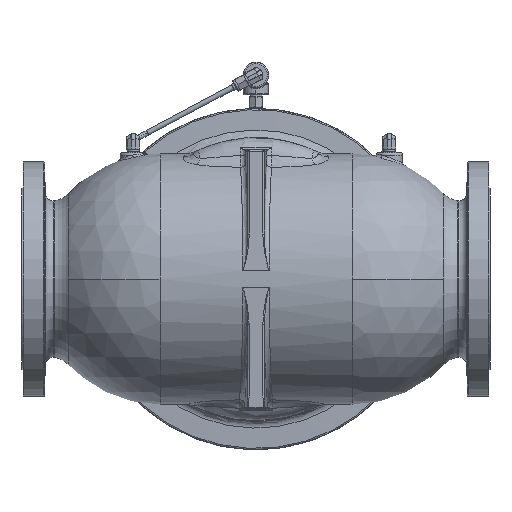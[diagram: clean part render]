
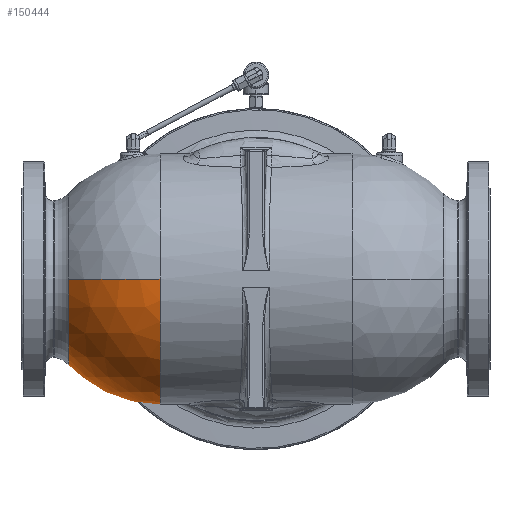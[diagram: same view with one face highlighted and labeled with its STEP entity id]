
A CAD part, front view. The second image highlights one B-rep face of the part: STEP entity #150444.
In plain terms, the highlighted spherical face has radius 149.225 mm.
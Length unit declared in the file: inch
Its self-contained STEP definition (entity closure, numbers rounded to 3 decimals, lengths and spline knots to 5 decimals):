
#1374 = CARTESIAN_POINT ( 'NONE',  ( -4.5, 0., 0. ) ) ;
#4730 = DIRECTION ( 'NONE',  ( 0., 0., -1. ) ) ;
#5283 = CARTESIAN_POINT ( 'NONE',  ( -6.77113, 5.07902, -1.90741 ) ) ;
#9915 = ORIENTED_EDGE ( 'NONE', *, *, #137455, .T. ) ;
#10065 = DIRECTION ( 'NONE',  ( 0., 0., 1. ) ) ;
#12765 = EDGE_CURVE ( 'NONE', #41514, #43243, #132094, .T. ) ;
#13703 = CARTESIAN_POINT ( 'NONE',  ( -8.78326, 0., 0. ) ) ;
#19559 = CARTESIAN_POINT ( 'NONE',  ( -4.64681, 2.98058, -5.06846 ) ) ;
#20463 = CARTESIAN_POINT ( 'NONE',  ( -6.49829, 4.85965, -2.62821 ) ) ;
#21401 = CARTESIAN_POINT ( 'NONE',  ( -6.9875, 5.246, -0.89927 ) ) ;
#24493 = CARTESIAN_POINT ( 'NONE',  ( -4.5, 0., 0. ) ) ;
#26375 = DIRECTION ( 'NONE',  ( 1., 0., 0. ) ) ;
#30108 = CARTESIAN_POINT ( 'NONE',  ( -4.5, -5.875, 0. ) ) ;
#30213 = AXIS2_PLACEMENT_3D ( 'NONE', #24493, #70136, #26375 ) ;
#34285 = DIRECTION ( 'NONE',  ( 0., 0., -1. ) ) ;
#34761 = CARTESIAN_POINT ( 'NONE',  ( -7.04953, 5.29297, -0.27713 ) ) ;
#35106 = DIRECTION ( 'NONE',  ( 0., 1., 0. ) ) ;
#38211 = AXIS2_PLACEMENT_3D ( 'NONE', #45734, #76197, #34285 ) ;
#41384 = DIRECTION ( 'NONE',  ( -1., 0., 0. ) ) ;
#41514 = VERTEX_POINT ( 'NONE', #141464 ) ;
#43202 = AXIS2_PLACEMENT_3D ( 'NONE', #13703, #71736, #129728 ) ;
#43243 = VERTEX_POINT ( 'NONE', #139963 ) ;
#44493 = AXIS2_PLACEMENT_3D ( 'NONE', #137800, #4730, #35106 ) ;
#45734 = CARTESIAN_POINT ( 'NONE',  ( -8.78326, 0., 0. ) ) ;
#47147 = CARTESIAN_POINT ( 'NONE',  ( -6.53806, 4.89223, -2.53633 ) ) ;
#47227 = EDGE_CURVE ( 'NONE', #43243, #61970, #91863, .T. ) ;
#48068 = CARTESIAN_POINT ( 'NONE',  ( -6.44363, 4.81455, -2.7494 ) ) ;
#49545 = AXIS2_PLACEMENT_3D ( 'NONE', #149614, #148670, #74570 ) ;
#49799 = CARTESIAN_POINT ( 'NONE',  ( -8.78326, -4.02111, 0. ) ) ;
#49963 = CARTESIAN_POINT ( 'NONE',  ( -6.13006, 4.54844, -3.35374 ) ) ;
#59374 = DIRECTION ( 'NONE',  ( 0., 0., -1. ) ) ;
#61014 = VERTEX_POINT ( 'NONE', #129914 ) ;
#61970 = VERTEX_POINT ( 'NONE', #143505 ) ;
#62394 = CARTESIAN_POINT ( 'NONE',  ( -6.94358, 5.21249, -1.17447 ) ) ;
#65219 = CARTESIAN_POINT ( 'NONE',  ( -5.71111, 4.16349, -3.96473 ) ) ;
#67811 = ORIENTED_EDGE ( 'NONE', *, *, #12765, .T. ) ;
#70136 = DIRECTION ( 'NONE',  ( 0., 0., 1. ) ) ;
#71736 = DIRECTION ( 'NONE',  ( 1., 0., 0. ) ) ;
#74570 = DIRECTION ( 'NONE',  ( 0., 0., 1. ) ) ;
#76197 = DIRECTION ( 'NONE',  ( 1., 0., 0. ) ) ;
#76661 = CARTESIAN_POINT ( 'NONE',  ( -5.81981, 4.26638, -3.81793 ) ) ;
#78534 = CARTESIAN_POINT ( 'NONE',  ( -5.99676, 4.43064, -3.56685 ) ) ;
#79481 = CARTESIAN_POINT ( 'NONE',  ( -6.97227, 5.2344, -1.00288 ) ) ;
#85004 = CIRCLE ( 'NONE', #30213, 5.875 ) ;
#85765 = AXIS2_PLACEMENT_3D ( 'NONE', #111822, #41384, #10065 ) ;
#88874 = SPHERICAL_SURFACE ( 'NONE', #176779, 5.875 ) ;
#90936 = CARTESIAN_POINT ( 'NONE',  ( -5.10487, 3.53949, -4.65815 ) ) ;
#91863 = CIRCLE ( 'NONE', #85765, 5.875 ) ;
#91897 = ORIENTED_EDGE ( 'NONE', *, *, #47227, .T. ) ;
#92829 = CARTESIAN_POINT ( 'NONE',  ( -7.03199, 5.2798, -0.55386 ) ) ;
#93738 = CARTESIAN_POINT ( 'NONE',  ( -6.56366, 4.91306, -2.47461 ) ) ;
#94671 = CARTESIAN_POINT ( 'NONE',  ( -6.97754, 5.23842, -0.96832 ) ) ;
#96982 = EDGE_CURVE ( 'NONE', #61014, #170714, #164754, .T. ) ;
#105194 = CARTESIAN_POINT ( 'NONE',  ( -6.37352, 4.7563, -2.89876 ) ) ;
#108010 = CARTESIAN_POINT ( 'NONE',  ( -6.4848, 4.84856, -2.65874 ) ) ;
#108346 = CIRCLE ( 'NONE', #44493, 5.875 ) ;
#111822 = CARTESIAN_POINT ( 'NONE',  ( -4.5, 0., 0. ) ) ;
#117375 = DIRECTION ( 'NONE',  ( 0., -1., 0. ) ) ;
#117551 = ORIENTED_EDGE ( 'NONE', *, *, #156711, .F. ) ;
#118522 = EDGE_CURVE ( 'NONE', #61970, #184443, #149761, .T. ) ;
#119454 = CARTESIAN_POINT ( 'NONE',  ( -6.9042, 5.18228, -1.37803 ) ) ;
#122765 = ORIENTED_EDGE ( 'NONE', *, *, #118522, .T. ) ;
#123099 = VERTEX_POINT ( 'NONE', #49799 ) ;
#124826 = EDGE_CURVE ( 'NONE', #170714, #41514, #108346, .T. ) ;
#125808 = CARTESIAN_POINT ( 'NONE',  ( -8.78326, 4.02111, 0. ) ) ;
#129728 = DIRECTION ( 'NONE',  ( 0., 0., -1. ) ) ;
#129914 = CARTESIAN_POINT ( 'NONE',  ( -8.78326, 0., -4.02111 ) ) ;
#131630 = FACE_OUTER_BOUND ( 'NONE', #137186, .T. ) ;
#132094 = B_SPLINE_CURVE_WITH_KNOTS ( 'NONE', 3,
 ( #175583, #34761, #92829, #135571, #21401, #94671, #79481, #149837, #62394, #119454, #177476, #5283, #150772, #93738, #47147, #20463, #108010, #180286, #48068, #105194, #165079, #49963, #78534, #76661, #136489, #65219, #179329, #166933, #166010, #164136, #90936, #163203, #19559, #148890 ),
 .UNSPECIFIED., .F., .F.,
 ( 4, 2, 2, 2, 2, 2, 2, 2, 2, 2, 2, 2, 2, 2, 2, 2, 4 ),
 ( 0.16894, 0.19005, 0.19268, 0.19532, 0.2006, 0.21115, 0.23226, 0.23754, 0.24017, 0.24281, 0.25337, 0.27447, 0.27975, 0.28503, 0.29558, 0.31669, 0.33779 ),
 .UNSPECIFIED. ) ;
#134998 = ORIENTED_EDGE ( 'NONE', *, *, #96982, .T. ) ;
#135571 = CARTESIAN_POINT ( 'NONE',  ( -6.9922, 5.24957, -0.86473 ) ) ;
#136489 = CARTESIAN_POINT ( 'NONE',  ( -5.7839, 4.23268, -3.86737 ) ) ;
#137186 = EDGE_LOOP ( 'NONE', ( #9915, #134998, #183354, #67811, #91897, #122765, #117551 ) ) ;
#137455 = EDGE_CURVE ( 'NONE', #123099, #61014, #138407, .T. ) ;
#137800 = CARTESIAN_POINT ( 'NONE',  ( -4.5, 0., 0. ) ) ;
#138407 = CIRCLE ( 'NONE', #38211, 4.02111 ) ;
#139963 = CARTESIAN_POINT ( 'NONE',  ( -4.5, 2.76901, -5.18153 ) ) ;
#141464 = CARTESIAN_POINT ( 'NONE',  ( -7.04953, 5.29297, 0. ) ) ;
#143505 = CARTESIAN_POINT ( 'NONE',  ( -4.5, 0., -5.875 ) ) ;
#148670 = DIRECTION ( 'NONE',  ( -1., 0., 0. ) ) ;
#148890 = CARTESIAN_POINT ( 'NONE',  ( -4.5, 2.76901, -5.18153 ) ) ;
#149614 = CARTESIAN_POINT ( 'NONE',  ( -4.5, 0., 0. ) ) ;
#149761 = CIRCLE ( 'NONE', #49545, 5.875 ) ;
#149837 = CARTESIAN_POINT ( 'NONE',  ( -6.95569, 5.22175, -1.10613 ) ) ;
#150444 = ADVANCED_FACE ( 'NONE', ( #131630 ), #88874, .T. ) ;
#150772 = CARTESIAN_POINT ( 'NONE',  ( -6.68707, 5.01289, -2.16364 ) ) ;
#156711 = EDGE_CURVE ( 'NONE', #123099, #184443, #85004, .T. ) ;
#163203 = CARTESIAN_POINT ( 'NONE',  ( -4.79882, 3.17575, -4.94141 ) ) ;
#164136 = CARTESIAN_POINT ( 'NONE',  ( -5.25896, 3.70802, -4.50194 ) ) ;
#164754 = CIRCLE ( 'NONE', #43202, 4.02111 ) ;
#165079 = CARTESIAN_POINT ( 'NONE',  ( -6.31458, 4.70665, -3.0149 ) ) ;
#166010 = CARTESIAN_POINT ( 'NONE',  ( -5.4869, 3.94337, -4.24392 ) ) ;
#166933 = CARTESIAN_POINT ( 'NONE',  ( -5.56235, 4.01889, -4.15395 ) ) ;
#170714 = VERTEX_POINT ( 'NONE', #125808 ) ;
#175583 = CARTESIAN_POINT ( 'NONE',  ( -7.04953, 5.29297, 0. ) ) ;
#176779 = AXIS2_PLACEMENT_3D ( 'NONE', #1374, #59374, #117375 ) ;
#177476 = CARTESIAN_POINT ( 'NONE',  ( -6.87386, 5.15889, -1.51179 ) ) ;
#179329 = CARTESIAN_POINT ( 'NONE',  ( -5.67419, 4.12797, -4.0127 ) ) ;
#180286 = CARTESIAN_POINT ( 'NONE',  ( -6.45748, 4.82601, -2.71932 ) ) ;
#183354 = ORIENTED_EDGE ( 'NONE', *, *, #124826, .T. ) ;
#184443 = VERTEX_POINT ( 'NONE', #30108 ) ;
